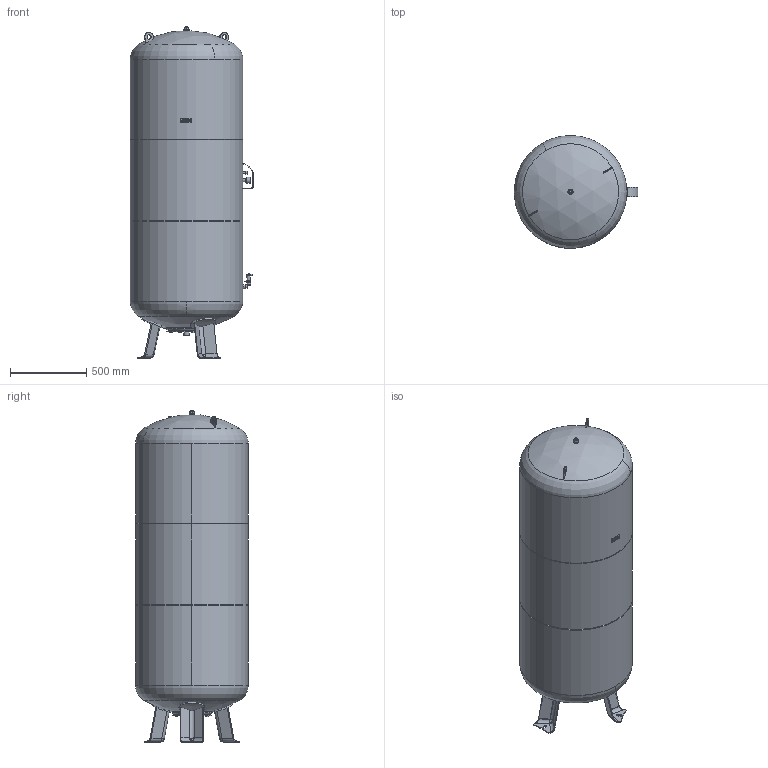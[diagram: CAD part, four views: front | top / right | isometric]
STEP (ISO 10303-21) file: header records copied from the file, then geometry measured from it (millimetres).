
FILE_DESCRIPTION((''),'2;1');
FILE_NAME('3d_G800_6bar-7523610.stp','2009-12-29T14:09:01',(''),(''),'Mechanical Desktop 2008','Mechanical Desktop 2008',', , ');
FILE_SCHEMA(('CONFIG_CONTROL_DESIGN'));
Length unit declared in the file: millimetre
Products named in the file (1): Product
Bounding box: 812 x 741.14 x 2183 mm (x, y, z)
Volume: 793871543.9 mm3; surface area: 7398540 mm2
Topology: 22 solids, 22 shells, 434 faces, 1028 edges, 651 vertices
Faces by surface type: plane 212, cylinder 138, cone 35, bspline 29, sphere 12, torus 8
Entity records: 13097 total; most frequent: CARTESIAN_POINT 2876, DIRECTION 2172, ORIENTED_EDGE 2024, EDGE_CURVE 1012, AXIS2_PLACEMENT_3D 788, VERTEX_POINT 651, VECTOR 596, LINE 596
